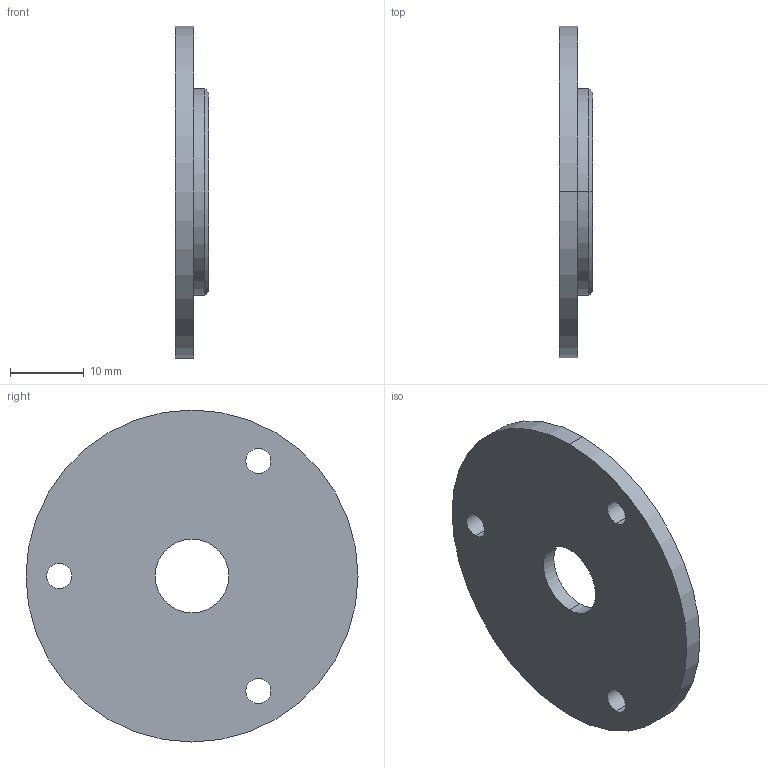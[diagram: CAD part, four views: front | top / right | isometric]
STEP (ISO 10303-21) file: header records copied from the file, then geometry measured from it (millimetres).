
FILE_DESCRIPTION (( 'STEP AP203' ), '1' );
FILE_NAME ('Couvercle_M300-013_Défaut_sldprt.STEP', '2017-12-12T20:32:01', ( '' ), ( '' ), 'SwSTEP 2.0', 'SolidWorks 2016', '' );
FILE_SCHEMA (( 'CONFIG_CONTROL_DESIGN' ));
Length unit declared in the file: millimetre
Products named in the file (1): Couvercle_M300-013_Défaut_sldprt
Bounding box: 4.5 x 45 x 45 mm (x, y, z)
Volume: 4024.9 mm3; surface area: 3773.4 mm2
Topology: 1 solids, 1 shells, 22 faces, 50 edges, 32 vertices
Faces by surface type: cylinder 14, plane 4, torus 2, cone 2
Entity records: 729 total; most frequent: DIRECTION 130, CARTESIAN_POINT 105, ORIENTED_EDGE 100, AXIS2_PLACEMENT_3D 57, EDGE_CURVE 50, CIRCLE 34, EDGE_LOOP 32, VERTEX_POINT 32
